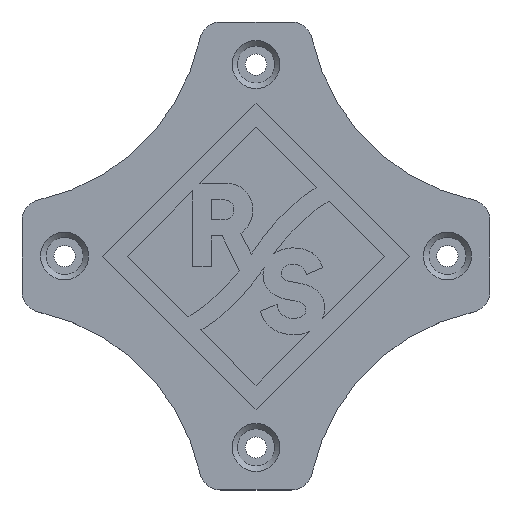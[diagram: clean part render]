
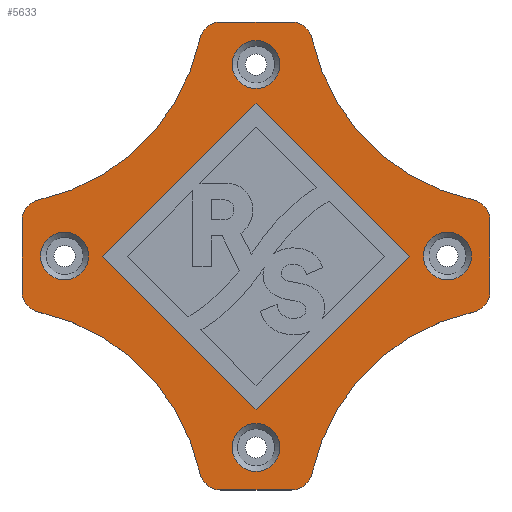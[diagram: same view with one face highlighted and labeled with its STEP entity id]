
A CAD part, top view. The second image highlights one B-rep face of the part: STEP entity #5633.
In plain terms, the highlighted planar face has unit normal (0, 0, 1).
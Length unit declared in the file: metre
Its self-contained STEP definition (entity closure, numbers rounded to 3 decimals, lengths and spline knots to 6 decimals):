
#26=LINE('',#7774,#786);
#34=LINE('',#7803,#794);
#41=LINE('',#7829,#801);
#48=LINE('',#7855,#808);
#54=LINE('',#7939,#814);
#58=LINE('',#7947,#818);
#61=LINE('',#7953,#821);
#63=LINE('',#7956,#823);
#786=VECTOR('',#6295,1.);
#794=VECTOR('',#6323,1.);
#801=VECTOR('',#6350,1.);
#808=VECTOR('',#6377,1.);
#814=VECTOR('',#6485,1.);
#818=VECTOR('',#6491,1.);
#821=VECTOR('',#6496,1.);
#823=VECTOR('',#6500,1.);
#1561=PLANE('',#6002);
#1956=ORIENTED_EDGE('',*,*,#3544,.T.);
#1957=ORIENTED_EDGE('',*,*,#3545,.T.);
#1958=ORIENTED_EDGE('',*,*,#3546,.T.);
#1959=ORIENTED_EDGE('',*,*,#3547,.T.);
#1960=ORIENTED_EDGE('',*,*,#3534,.F.);
#1961=ORIENTED_EDGE('',*,*,#3538,.F.);
#1962=ORIENTED_EDGE('',*,*,#3541,.F.);
#1963=ORIENTED_EDGE('',*,*,#3543,.F.);
#1964=ORIENTED_EDGE('',*,*,#3458,.F.);
#1965=ORIENTED_EDGE('',*,*,#3463,.T.);
#1966=ORIENTED_EDGE('',*,*,#3466,.F.);
#1967=ORIENTED_EDGE('',*,*,#3469,.T.);
#1968=ORIENTED_EDGE('',*,*,#3472,.F.);
#1969=ORIENTED_EDGE('',*,*,#3476,.T.);
#1970=ORIENTED_EDGE('',*,*,#3479,.F.);
#1971=ORIENTED_EDGE('',*,*,#3482,.T.);
#1972=ORIENTED_EDGE('',*,*,#3485,.F.);
#1973=ORIENTED_EDGE('',*,*,#3489,.T.);
#1974=ORIENTED_EDGE('',*,*,#3492,.F.);
#1975=ORIENTED_EDGE('',*,*,#3495,.T.);
#1976=ORIENTED_EDGE('',*,*,#3498,.F.);
#1977=ORIENTED_EDGE('',*,*,#3502,.T.);
#1978=ORIENTED_EDGE('',*,*,#3505,.F.);
#1979=ORIENTED_EDGE('',*,*,#3507,.T.);
#3458=EDGE_CURVE('',#4278,#4279,#26,.T.);
#3463=EDGE_CURVE('',#4278,#4282,#4833,.T.);
#3466=EDGE_CURVE('',#4284,#4282,#4835,.T.);
#3469=EDGE_CURVE('',#4284,#4286,#4837,.T.);
#3472=EDGE_CURVE('',#4289,#4286,#34,.T.);
#3476=EDGE_CURVE('',#4289,#4291,#4839,.T.);
#3479=EDGE_CURVE('',#4293,#4291,#4841,.T.);
#3482=EDGE_CURVE('',#4293,#4295,#4843,.T.);
#3485=EDGE_CURVE('',#4298,#4295,#41,.T.);
#3489=EDGE_CURVE('',#4298,#4300,#4845,.T.);
#3492=EDGE_CURVE('',#4302,#4300,#4847,.T.);
#3495=EDGE_CURVE('',#4302,#4304,#4849,.T.);
#3498=EDGE_CURVE('',#4307,#4304,#48,.T.);
#3502=EDGE_CURVE('',#4307,#4309,#4851,.T.);
#3505=EDGE_CURVE('',#4311,#4309,#4853,.T.);
#3507=EDGE_CURVE('',#4311,#4279,#4855,.T.);
#3534=EDGE_CURVE('',#4334,#4335,#54,.T.);
#3538=EDGE_CURVE('',#4337,#4334,#58,.T.);
#3541=EDGE_CURVE('',#4339,#4337,#61,.T.);
#3543=EDGE_CURVE('',#4335,#4339,#63,.T.);
#3544=EDGE_CURVE('',#4340,#4340,#4880,.F.);
#3545=EDGE_CURVE('',#4341,#4341,#4881,.F.);
#3546=EDGE_CURVE('',#4342,#4342,#4882,.F.);
#3547=EDGE_CURVE('',#4343,#4343,#4883,.F.);
#4278=VERTEX_POINT('',#7773);
#4279=VERTEX_POINT('',#7775);
#4282=VERTEX_POINT('',#7783);
#4284=VERTEX_POINT('',#7789);
#4286=VERTEX_POINT('',#7795);
#4289=VERTEX_POINT('',#7802);
#4291=VERTEX_POINT('',#7809);
#4293=VERTEX_POINT('',#7815);
#4295=VERTEX_POINT('',#7821);
#4298=VERTEX_POINT('',#7828);
#4300=VERTEX_POINT('',#7835);
#4302=VERTEX_POINT('',#7841);
#4304=VERTEX_POINT('',#7847);
#4307=VERTEX_POINT('',#7854);
#4309=VERTEX_POINT('',#7861);
#4311=VERTEX_POINT('',#7867);
#4334=VERTEX_POINT('',#7938);
#4335=VERTEX_POINT('',#7940);
#4337=VERTEX_POINT('',#7946);
#4339=VERTEX_POINT('',#7952);
#4340=VERTEX_POINT('',#7959);
#4341=VERTEX_POINT('',#7961);
#4342=VERTEX_POINT('',#7963);
#4343=VERTEX_POINT('',#7965);
#4833=CIRCLE('',#5920,0.002);
#4835=CIRCLE('',#5923,0.019703);
#4837=CIRCLE('',#5926,0.002);
#4839=CIRCLE('',#5930,0.002);
#4841=CIRCLE('',#5933,0.019703);
#4843=CIRCLE('',#5936,0.002);
#4845=CIRCLE('',#5940,0.002);
#4847=CIRCLE('',#5943,0.019703);
#4849=CIRCLE('',#5946,0.002);
#4851=CIRCLE('',#5950,0.002);
#4853=CIRCLE('',#5953,0.019703);
#4855=CIRCLE('',#5956,0.002);
#4880=CIRCLE('',#6003,0.00225);
#4881=CIRCLE('',#6004,0.00225);
#4882=CIRCLE('',#6005,0.00225);
#4883=CIRCLE('',#6006,0.00225);
#4945=EDGE_LOOP('',(#1956));
#4946=EDGE_LOOP('',(#1957));
#4947=EDGE_LOOP('',(#1958));
#4948=EDGE_LOOP('',(#1959));
#4949=EDGE_LOOP('',(#1960,#1961,#1962,#1963));
#4950=EDGE_LOOP('',(#1964,#1965,#1966,#1967,#1968,#1969,#1970,#1971,#1972,
#1973,#1974,#1975,#1976,#1977,#1978,#1979));
#5287=FACE_BOUND('',#4945,.T.);
#5288=FACE_BOUND('',#4946,.T.);
#5289=FACE_BOUND('',#4947,.T.);
#5290=FACE_BOUND('',#4948,.T.);
#5291=FACE_BOUND('',#4949,.T.);
#5292=FACE_BOUND('',#4950,.T.);
#5633=ADVANCED_FACE('',(#5287,#5288,#5289,#5290,#5291,#5292),#1561,.T.);
#5920=AXIS2_PLACEMENT_3D('',#7784,#6303,#6304);
#5923=AXIS2_PLACEMENT_3D('',#7790,#6310,#6311);
#5926=AXIS2_PLACEMENT_3D('',#7796,#6317,#6318);
#5930=AXIS2_PLACEMENT_3D('',#7810,#6330,#6331);
#5933=AXIS2_PLACEMENT_3D('',#7816,#6337,#6338);
#5936=AXIS2_PLACEMENT_3D('',#7822,#6344,#6345);
#5940=AXIS2_PLACEMENT_3D('',#7836,#6357,#6358);
#5943=AXIS2_PLACEMENT_3D('',#7842,#6364,#6365);
#5946=AXIS2_PLACEMENT_3D('',#7848,#6371,#6372);
#5950=AXIS2_PLACEMENT_3D('',#7862,#6384,#6385);
#5953=AXIS2_PLACEMENT_3D('',#7868,#6391,#6392);
#5956=AXIS2_PLACEMENT_3D('',#7871,#6397,#6398);
#6002=AXIS2_PLACEMENT_3D('',#7957,#6501,#6502);
#6003=AXIS2_PLACEMENT_3D('',#7958,#6503,#6504);
#6004=AXIS2_PLACEMENT_3D('',#7960,#6505,#6506);
#6005=AXIS2_PLACEMENT_3D('',#7962,#6507,#6508);
#6006=AXIS2_PLACEMENT_3D('',#7964,#6509,#6510);
#6295=DIRECTION('',(0.,1.,0.));
#6303=DIRECTION('',(0.,0.,1.));
#6304=DIRECTION('',(1.,0.,0.));
#6310=DIRECTION('',(0.,0.,1.));
#6311=DIRECTION('',(1.,0.,0.));
#6317=DIRECTION('',(0.,0.,1.));
#6318=DIRECTION('',(1.,0.,0.));
#6323=DIRECTION('',(-1.,0.,0.));
#6330=DIRECTION('',(0.,0.,1.));
#6331=DIRECTION('',(1.,0.,0.));
#6337=DIRECTION('',(0.,0.,1.));
#6338=DIRECTION('',(1.,0.,0.));
#6344=DIRECTION('',(0.,0.,1.));
#6345=DIRECTION('',(1.,0.,0.));
#6350=DIRECTION('',(0.,-1.,0.));
#6357=DIRECTION('',(0.,0.,1.));
#6358=DIRECTION('',(1.,0.,0.));
#6364=DIRECTION('',(0.,0.,1.));
#6365=DIRECTION('',(1.,0.,0.));
#6371=DIRECTION('',(0.,0.,1.));
#6372=DIRECTION('',(1.,0.,0.));
#6377=DIRECTION('',(1.,0.,0.));
#6384=DIRECTION('',(0.,0.,1.));
#6385=DIRECTION('',(1.,0.,0.));
#6391=DIRECTION('',(0.,0.,1.));
#6392=DIRECTION('',(1.,0.,0.));
#6397=DIRECTION('',(0.,0.,1.));
#6398=DIRECTION('',(1.,0.,0.));
#6485=DIRECTION('',(-0.707,-0.707,0.));
#6491=DIRECTION('',(-0.707,0.707,0.));
#6496=DIRECTION('',(0.707,0.707,0.));
#6500=DIRECTION('',(0.707,-0.707,0.));
#6501=DIRECTION('',(0.,0.,1.));
#6502=DIRECTION('',(1.,0.,0.));
#6503=DIRECTION('',(0.,0.,1.));
#6504=DIRECTION('',(1.,0.,0.));
#6505=DIRECTION('',(0.,0.,1.));
#6506=DIRECTION('',(1.,0.,0.));
#6507=DIRECTION('',(0.,0.,1.));
#6508=DIRECTION('',(1.,0.,0.));
#6509=DIRECTION('',(0.,0.,1.));
#6510=DIRECTION('',(1.,0.,0.));
#7773=CARTESIAN_POINT('',(-0.022,-0.003316,0.00125));
#7774=CARTESIAN_POINT('',(-0.022,0.001658,0.00125));
#7775=CARTESIAN_POINT('',(-0.022,0.003316,0.00125));
#7783=CARTESIAN_POINT('',(-0.020418,-0.005271,0.00125));
#7784=CARTESIAN_POINT('',(-0.02,-0.003316,0.00125));
#7789=CARTESIAN_POINT('',(-0.005271,-0.020418,0.00125));
#7790=CARTESIAN_POINT('',(-0.024539,-0.024539,0.00125));
#7795=CARTESIAN_POINT('',(-0.003316,-0.022,0.00125));
#7796=CARTESIAN_POINT('',(-0.003316,-0.02,0.00125));
#7802=CARTESIAN_POINT('',(0.003316,-0.022,0.00125));
#7803=CARTESIAN_POINT('',(-0.001658,-0.022,0.00125));
#7809=CARTESIAN_POINT('',(0.005271,-0.020418,0.00125));
#7810=CARTESIAN_POINT('',(0.003316,-0.02,0.00125));
#7815=CARTESIAN_POINT('',(0.020418,-0.005271,0.00125));
#7816=CARTESIAN_POINT('',(0.024539,-0.024539,0.00125));
#7821=CARTESIAN_POINT('',(0.022,-0.003316,0.00125));
#7822=CARTESIAN_POINT('',(0.02,-0.003316,0.00125));
#7828=CARTESIAN_POINT('',(0.022,0.003316,0.00125));
#7829=CARTESIAN_POINT('',(0.022,-0.001658,0.00125));
#7835=CARTESIAN_POINT('',(0.020418,0.005271,0.00125));
#7836=CARTESIAN_POINT('',(0.02,0.003316,0.00125));
#7841=CARTESIAN_POINT('',(0.005271,0.020418,0.00125));
#7842=CARTESIAN_POINT('',(0.024539,0.024539,0.00125));
#7847=CARTESIAN_POINT('',(0.003316,0.022,0.00125));
#7848=CARTESIAN_POINT('',(0.003316,0.02,0.00125));
#7854=CARTESIAN_POINT('',(-0.003316,0.022,0.00125));
#7855=CARTESIAN_POINT('',(0.001658,0.022,0.00125));
#7861=CARTESIAN_POINT('',(-0.005271,0.020418,0.00125));
#7862=CARTESIAN_POINT('',(-0.003316,0.02,0.00125));
#7867=CARTESIAN_POINT('',(-0.020418,0.005271,0.00125));
#7868=CARTESIAN_POINT('',(-0.024539,0.024539,0.00125));
#7871=CARTESIAN_POINT('',(-0.02,0.003316,0.00125));
#7938=CARTESIAN_POINT('',(0.,0.014368,0.00125));
#7939=CARTESIAN_POINT('',(-0.0072,0.007168,0.00125));
#7940=CARTESIAN_POINT('',(-0.014399,-0.000032,0.00125));
#7946=CARTESIAN_POINT('',(0.014399,-0.000032,0.00125));
#7947=CARTESIAN_POINT('',(0.0072,0.007168,0.00125));
#7952=CARTESIAN_POINT('',(0.,-0.014431,0.00125));
#7953=CARTESIAN_POINT('',(0.0072,-0.007231,0.00125));
#7956=CARTESIAN_POINT('',(-0.0072,-0.007231,0.00125));
#7957=CARTESIAN_POINT('',(0.,0.,0.00125));
#7958=CARTESIAN_POINT('',(0.018,0.,0.00125));
#7959=CARTESIAN_POINT('',(0.02025,0.,0.00125));
#7960=CARTESIAN_POINT('',(0.,-0.018,0.00125));
#7961=CARTESIAN_POINT('',(0.00225,-0.018,0.00125));
#7962=CARTESIAN_POINT('',(-0.018,0.,0.00125));
#7963=CARTESIAN_POINT('',(-0.01575,0.,0.00125));
#7964=CARTESIAN_POINT('',(0.,0.018,0.00125));
#7965=CARTESIAN_POINT('',(0.00225,0.018,0.00125));
